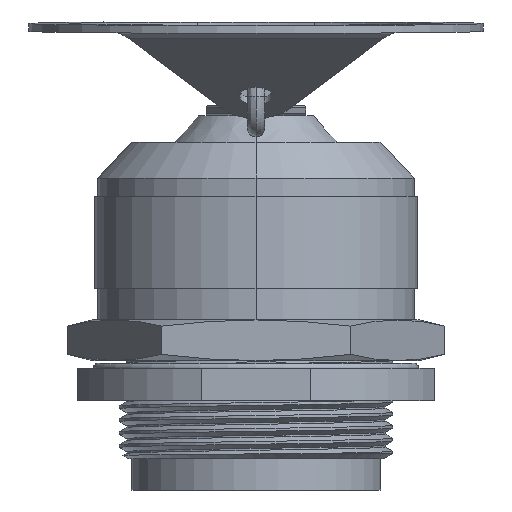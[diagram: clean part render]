
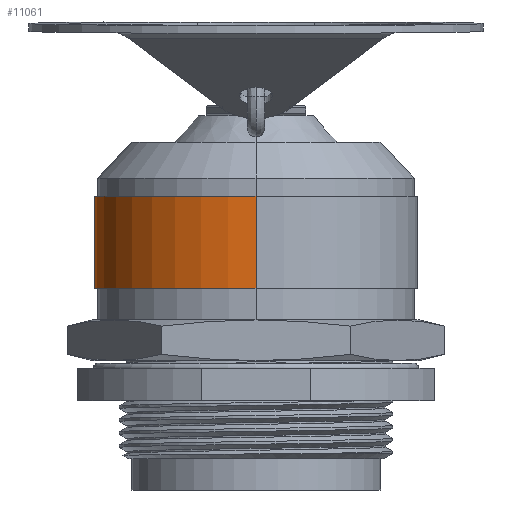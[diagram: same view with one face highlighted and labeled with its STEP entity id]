
A CAD part, front view. The second image highlights one B-rep face of the part: STEP entity #11061.
In plain terms, the highlighted cylindrical face has radius 15.875 mm (diameter 31.75 mm), a partial arc.
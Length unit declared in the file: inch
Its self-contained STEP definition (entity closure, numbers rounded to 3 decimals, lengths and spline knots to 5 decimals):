
#176 = DIRECTION ( 'NONE',  ( 0., 0., 1. ) ) ;
#668 = DIRECTION ( 'NONE',  ( 0., 1., 0. ) ) ;
#1155 = DIRECTION ( 'NONE',  ( 0., 0., 1. ) ) ;
#2279 = EDGE_CURVE ( 'NONE', #24665, #5530, #24747, .T. ) ;
#4564 = CARTESIAN_POINT ( 'NONE',  ( 0., 0.12205, 0.625 ) ) ;
#4783 = CYLINDRICAL_SURFACE ( 'NONE', #24417, 0.625 ) ;
#5470 = EDGE_CURVE ( 'NONE', #10621, #5530, #24038, .T. ) ;
#5530 = VERTEX_POINT ( 'NONE', #6260 ) ;
#6260 = CARTESIAN_POINT ( 'NONE',  ( 0., 0.47805, -0.625 ) ) ;
#9717 = CARTESIAN_POINT ( 'NONE',  ( 0., 0.47805, 0.625 ) ) ;
#10621 = VERTEX_POINT ( 'NONE', #9717 ) ;
#10851 = FACE_OUTER_BOUND ( 'NONE', #11404, .T. ) ;
#11061 = ADVANCED_FACE ( 'NONE', ( #10851 ), #4783, .T. ) ;
#11373 = CARTESIAN_POINT ( 'NONE',  ( 0., 0.789, 0.625 ) ) ;
#11404 = EDGE_LOOP ( 'NONE', ( #17480, #14039, #13927, #20827 ) ) ;
#12039 = VECTOR ( 'NONE', #15621, 39.37008 ) ;
#12056 = DIRECTION ( 'NONE',  ( 0., 1., 0. ) ) ;
#12296 = VECTOR ( 'NONE', #668, 39.37008 ) ;
#12734 = CARTESIAN_POINT ( 'NONE',  ( 0., 0.789, -0.625 ) ) ;
#13151 = CARTESIAN_POINT ( 'NONE',  ( 0., 0.789, 0. ) ) ;
#13927 = ORIENTED_EDGE ( 'NONE', *, *, #5470, .F. ) ;
#14039 = ORIENTED_EDGE ( 'NONE', *, *, #2279, .T. ) ;
#15621 = DIRECTION ( 'NONE',  ( 0., 1., 0. ) ) ;
#17025 = AXIS2_PLACEMENT_3D ( 'NONE', #21035, #18787, #22999 ) ;
#17480 = ORIENTED_EDGE ( 'NONE', *, *, #17792, .T. ) ;
#17736 = LINE ( 'NONE', #11373, #12039 ) ;
#17792 = EDGE_CURVE ( 'NONE', #22900, #24665, #23727, .T. ) ;
#18362 = CARTESIAN_POINT ( 'NONE',  ( 0., 0.47805, 0. ) ) ;
#18787 = DIRECTION ( 'NONE',  ( 0., 1., 0. ) ) ;
#20827 = ORIENTED_EDGE ( 'NONE', *, *, #21407, .F. ) ;
#21035 = CARTESIAN_POINT ( 'NONE',  ( 0., 0.12205, 0. ) ) ;
#21407 = EDGE_CURVE ( 'NONE', #22900, #10621, #17736, .T. ) ;
#22900 = VERTEX_POINT ( 'NONE', #4564 ) ;
#22999 = DIRECTION ( 'NONE',  ( 0., 0., 1. ) ) ;
#23408 = DIRECTION ( 'NONE',  ( 0., 1., 0. ) ) ;
#23727 = CIRCLE ( 'NONE', #17025, 0.625 ) ;
#24038 = CIRCLE ( 'NONE', #24651, 0.625 ) ;
#24417 = AXIS2_PLACEMENT_3D ( 'NONE', #13151, #23408, #1155 ) ;
#24592 = CARTESIAN_POINT ( 'NONE',  ( 0., 0.12205, -0.625 ) ) ;
#24651 = AXIS2_PLACEMENT_3D ( 'NONE', #18362, #12056, #176 ) ;
#24665 = VERTEX_POINT ( 'NONE', #24592 ) ;
#24747 = LINE ( 'NONE', #12734, #12296 ) ;
